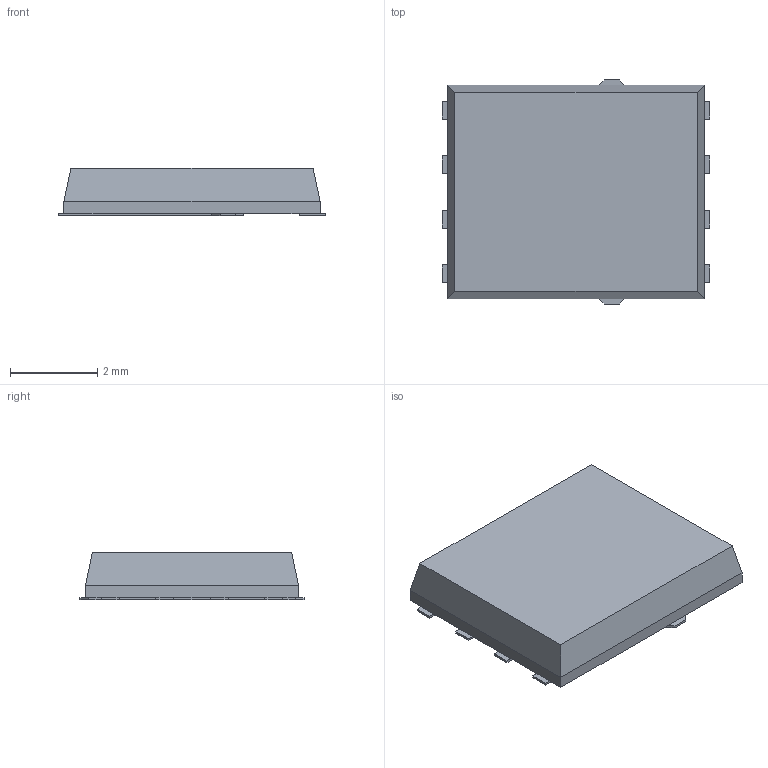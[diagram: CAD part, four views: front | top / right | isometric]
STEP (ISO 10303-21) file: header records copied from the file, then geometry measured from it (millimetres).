
FILE_DESCRIPTION(('FreeCAD Model'),'2;1');
FILE_NAME('Vishay_PowerPAK_SO-8.step', '2018-09-14T13:25:05',('kicad StepUp'),('ksu MCAD'), 'Open CASCADE STEP processor 6.8','FreeCAD','Unknown');
FILE_SCHEMA(('AUTOMOTIVE_DESIGN_CC2 { 1 2 10303 214 -1 1 5 4 }'));
Length unit declared in the file: millimetre
Products named in the file (1): Vishay_PowerPAK_SO-8
Bounding box: 6.15 x 5.15 x 1.09 mm (x, y, z)
Volume: 29.6 mm3; surface area: 79.2 mm2
Topology: 1 solids, 1 shells, 70 faces, 180 edges, 112 vertices
Faces by surface type: plane 70
Entity records: 2555 total; most frequent: CARTESIAN_POINT 363, ORIENTED_EDGE 360, DIRECTION 322, EDGE_CURVE 180, LINE 180, VECTOR 180, VERTEX_POINT 112, AXIS2_PLACEMENT_3D 71
